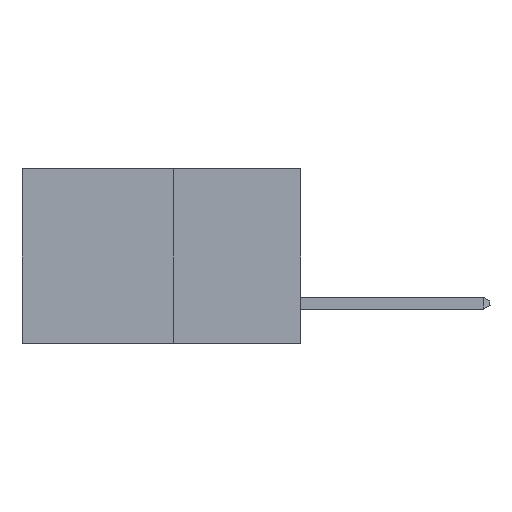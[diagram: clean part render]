
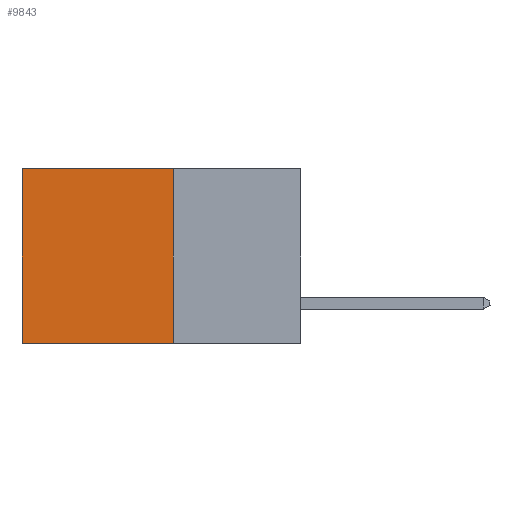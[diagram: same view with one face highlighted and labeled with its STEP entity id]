
A CAD part, left-side view. The second image highlights one B-rep face of the part: STEP entity #9843.
In plain terms, the highlighted planar face has unit normal (-1, 0, 0).
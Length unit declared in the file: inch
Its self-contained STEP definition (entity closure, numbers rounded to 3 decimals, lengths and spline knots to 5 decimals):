
#490 = ORIENTED_EDGE ( 'NONE', *, *, #2520, .T. ) ;
#602 = CARTESIAN_POINT ( 'NONE',  ( 0.277, 0.27, -0.37 ) ) ;
#1906 = EDGE_LOOP ( 'NONE', ( #12509, #14243, #10518, #490 ) ) ;
#2520 = EDGE_CURVE ( 'NONE', #5135, #18601, #15907, .T. ) ;
#4057 = DIRECTION ( 'NONE',  ( 0., 1., 0. ) ) ;
#5135 = VERTEX_POINT ( 'NONE', #19898 ) ;
#5473 = CARTESIAN_POINT ( 'NONE',  ( 0.277, 0.27, -0.37 ) ) ;
#6417 = AXIS2_PLACEMENT_3D ( 'NONE', #10500, #7380, #18318 ) ;
#7380 = DIRECTION ( 'NONE',  ( 1., 0., 0. ) ) ;
#7656 = EDGE_CURVE ( 'NONE', #5135, #8638, #16421, .T. ) ;
#7770 = CARTESIAN_POINT ( 'NONE',  ( 0.277, 0.27, -0.37 ) ) ;
#8638 = VERTEX_POINT ( 'NONE', #7770 ) ;
#9725 = CARTESIAN_POINT ( 'NONE',  ( 0.277, 0.59, -0.37 ) ) ;
#9843 = ADVANCED_FACE ( 'NONE', ( #18696 ), #16788, .F. ) ;
#10047 = VERTEX_POINT ( 'NONE', #9725 ) ;
#10500 = CARTESIAN_POINT ( 'NONE',  ( 0.277, 0.27, -0.37 ) ) ;
#10518 = ORIENTED_EDGE ( 'NONE', *, *, #7656, .F. ) ;
#11396 = DIRECTION ( 'NONE',  ( 0., 1., 0. ) ) ;
#11736 = VECTOR ( 'NONE', #4057, 39.37008 ) ;
#11886 = VECTOR ( 'NONE', #16701, 39.37008 ) ;
#12087 = CARTESIAN_POINT ( 'NONE',  ( 0.277, 0.59, 0. ) ) ;
#12271 = VECTOR ( 'NONE', #17936, 39.37008 ) ;
#12509 = ORIENTED_EDGE ( 'NONE', *, *, #17226, .T. ) ;
#12541 = EDGE_CURVE ( 'NONE', #8638, #10047, #13801, .T. ) ;
#13801 = LINE ( 'NONE', #602, #17899 ) ;
#14243 = ORIENTED_EDGE ( 'NONE', *, *, #12541, .F. ) ;
#15155 = CARTESIAN_POINT ( 'NONE',  ( 0.277, 0.59, -0.37 ) ) ;
#15907 = LINE ( 'NONE', #16092, #11736 ) ;
#16092 = CARTESIAN_POINT ( 'NONE',  ( 0.277, 0.27, 0. ) ) ;
#16421 = LINE ( 'NONE', #5473, #12271 ) ;
#16701 = DIRECTION ( 'NONE',  ( 0., 0., -1. ) ) ;
#16788 = PLANE ( 'NONE',  #6417 ) ;
#17226 = EDGE_CURVE ( 'NONE', #18601, #10047, #19617, .T. ) ;
#17899 = VECTOR ( 'NONE', #11396, 39.37008 ) ;
#17936 = DIRECTION ( 'NONE',  ( 0., 0., -1. ) ) ;
#18318 = DIRECTION ( 'NONE',  ( 0., 0., -1. ) ) ;
#18601 = VERTEX_POINT ( 'NONE', #12087 ) ;
#18696 = FACE_OUTER_BOUND ( 'NONE', #1906, .T. ) ;
#19617 = LINE ( 'NONE', #15155, #11886 ) ;
#19898 = CARTESIAN_POINT ( 'NONE',  ( 0.277, 0.27, 0. ) ) ;
